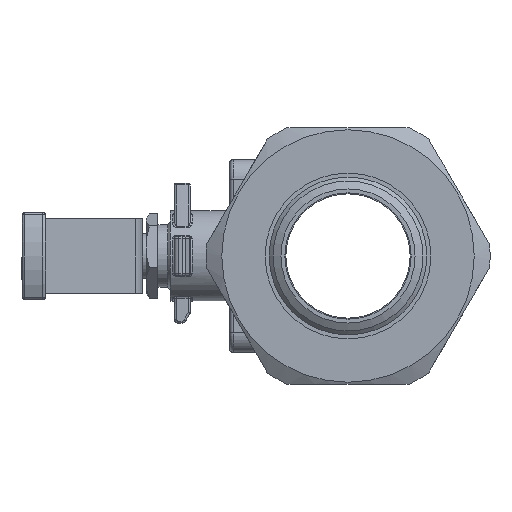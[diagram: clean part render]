
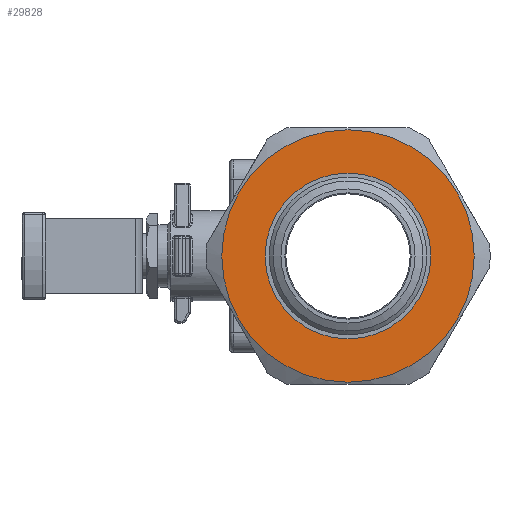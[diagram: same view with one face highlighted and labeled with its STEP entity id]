
A CAD part, left-side view. The second image highlights one B-rep face of the part: STEP entity #29828.
In plain terms, the highlighted planar face has unit normal (-1, 0, 0).
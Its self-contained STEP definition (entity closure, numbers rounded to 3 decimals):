
#29460=CARTESIAN_POINT('',(0.0,-32.0,0.0));
#29461=VERTEX_POINT('',#29460);
#29462=CARTESIAN_POINT('',(0.0,0.0,0.0));
#29463=DIRECTION('',(-1.0,0.0,0.0));
#29464=DIRECTION('',(0.0,-1.0,0.0));
#29465=AXIS2_PLACEMENT_3D('',#29462,#29463,#29464);
#29466=CIRCLE('',#29465,32.0);
#29467=EDGE_CURVE('',#29461,#29461,#29466,.T.);
#29809=CARTESIAN_POINT('',(0.,-26.5,0.0));
#29810=DIRECTION('',(-1.0,0.0,0.0));
#29811=DIRECTION('',(0.0,0.0,1.0));
#29812=AXIS2_PLACEMENT_3D('',#29809,#29810,#29811);
#29813=PLANE('',#29812);
#29814=ORIENTED_EDGE('',*,*,#29467,.T.);
#29815=EDGE_LOOP('',(#29814));
#29816=FACE_OUTER_BOUND('',#29815,.T.);
#29817=CARTESIAN_POINT('',(0.,-21.0,0.0));
#29818=VERTEX_POINT('',#29817);
#29819=CARTESIAN_POINT('',(0.0,0.0,0.0));
#29820=DIRECTION('',(-1.0,0.0,0.0));
#29821=DIRECTION('',(0.0,-1.0,0.0));
#29822=AXIS2_PLACEMENT_3D('',#29819,#29820,#29821);
#29823=CIRCLE('',#29822,21.0);
#29824=EDGE_CURVE('',#29818,#29818,#29823,.T.);
#29825=ORIENTED_EDGE('',*,*,#29824,.F.);
#29826=EDGE_LOOP('',(#29825));
#29827=FACE_BOUND('',#29826,.T.);
#29828=ADVANCED_FACE('',(#29816,#29827),#29813,.T.);
